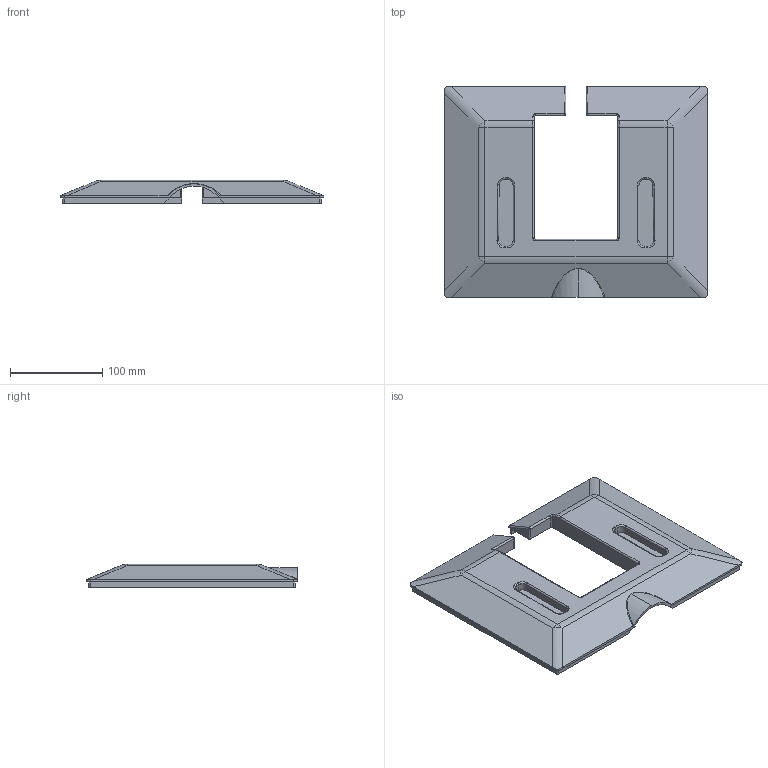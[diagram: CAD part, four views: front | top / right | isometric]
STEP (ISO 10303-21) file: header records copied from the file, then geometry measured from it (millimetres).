
FILE_DESCRIPTION (( 'STEP AP214' ), '1' );
FILE_NAME ('Cooler Top.STEP', '2025-05-06T17:51:36', ( 'Brian Williams' ), ( 'Home' ), 'SwSTEP 2.0', 'SolidWorks 2003240', '' );
FILE_SCHEMA (( 'AUTOMOTIVE_DESIGN' ));
Length unit declared in the file: inch
Products named in the file (1): Cooler Top
Bounding box: 285.75 x 228.6 x 25.4 mm (x, y, z)
Volume: 178163 mm3; surface area: 150883.9 mm2
Topology: 1 solids, 1 shells, 179 faces, 461 edges, 284 vertices
Faces by surface type: cylinder 79, plane 71, torus 14, sphere 11, bspline 4
Entity records: 7369 total; most frequent: CARTESIAN_POINT 2993, DIRECTION 932, ORIENTED_EDGE 918, EDGE_CURVE 459, AXIS2_PLACEMENT_3D 333, VERTEX_POINT 284, VECTOR 266, LINE 266
